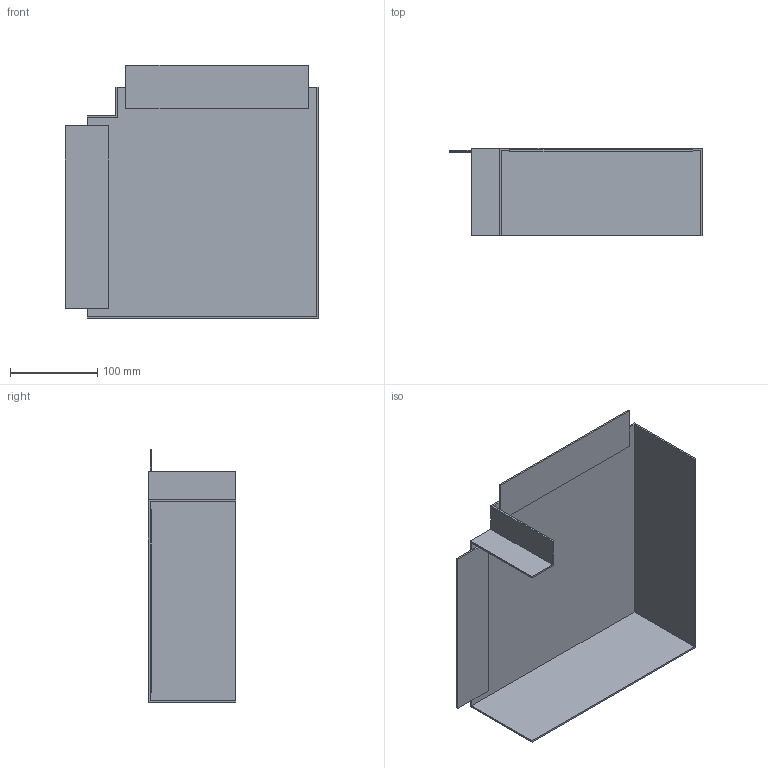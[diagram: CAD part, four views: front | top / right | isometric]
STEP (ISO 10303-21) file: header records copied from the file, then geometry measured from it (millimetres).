
FILE_DESCRIPTION (( 'STEP AP214' ), '1' );
FILE_NAME ('6193033.stp', '2017-05-24T07:53:50', ( '' ), ( '' ), 'SwSTEP 2.0', 'SolidWorks 2016', '' );
FILE_SCHEMA (( 'AUTOMOTIVE_DESIGN' ));
Length unit declared in the file: millimetre
Products named in the file (1): 6193033
Bounding box: 291 x 100 x 291 mm (x, y, z)
Volume: 298542 mm3; surface area: 282534 mm2
Topology: 1 solids, 1 shells, 26 faces, 68 edges, 44 vertices
Faces by surface type: plane 26
Entity records: 1100 total; most frequent: CARTESIAN_POINT 139, ORIENTED_EDGE 136, DIRECTION 122, LINE 68, VECTOR 68, EDGE_CURVE 68, VERTEX_POINT 44, UNCERTAINTY_MEASURE_WITH_UNIT 29
